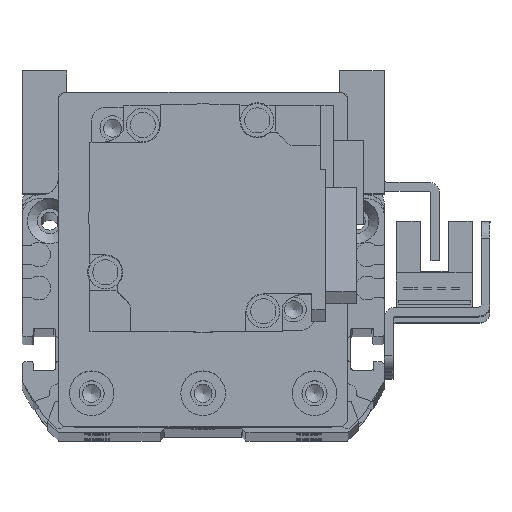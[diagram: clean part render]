
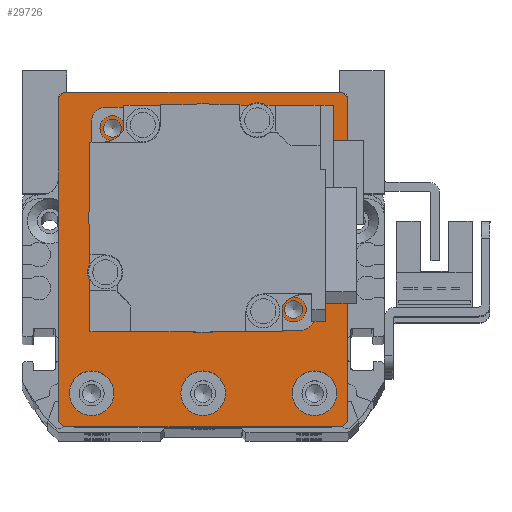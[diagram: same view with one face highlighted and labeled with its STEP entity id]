
A CAD part, top view. The second image highlights one B-rep face of the part: STEP entity #29726.
In plain terms, the highlighted planar face has unit normal (0, 0, 1).
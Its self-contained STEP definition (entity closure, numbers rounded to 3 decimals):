
#3353=LINE('',#52900,#5634);
#3359=LINE('',#52911,#5640);
#3366=LINE('',#52938,#5647);
#3369=LINE('',#52943,#5650);
#3370=LINE('',#52946,#5651);
#3373=LINE('',#52951,#5654);
#3374=LINE('',#52954,#5655);
#3396=LINE('',#53051,#5677);
#5634=VECTOR('',#42187,10.);
#5640=VECTOR('',#42195,10.);
#5647=VECTOR('',#42218,10.);
#5650=VECTOR('',#42223,10.);
#5651=VECTOR('',#42226,10.);
#5654=VECTOR('',#42231,10.);
#5655=VECTOR('',#42234,10.);
#5677=VECTOR('',#42350,10.);
#6780=FACE_BOUND('',#10539,.T.);
#6781=FACE_BOUND('',#10540,.T.);
#6782=FACE_BOUND('',#10541,.T.);
#6783=FACE_BOUND('',#10542,.T.);
#6784=FACE_BOUND('',#10543,.T.);
#6785=FACE_BOUND('',#10544,.T.);
#6786=FACE_BOUND('',#10545,.T.);
#6787=FACE_BOUND('',#10546,.T.);
#8425=FACE_OUTER_BOUND('',#10538,.T.);
#10538=EDGE_LOOP('',(#27340,#27341,#27342,#27343,#27344,#27345,#27346,#27347));
#10539=EDGE_LOOP('',(#27348));
#10540=EDGE_LOOP('',(#27349));
#10541=EDGE_LOOP('',(#27350));
#10542=EDGE_LOOP('',(#27351));
#10543=EDGE_LOOP('',(#27352));
#10544=EDGE_LOOP('',(#27353));
#10545=EDGE_LOOP('',(#27354));
#10546=EDGE_LOOP('',(#27355));
#12185=CIRCLE('',#33343,4.);
#12188=CIRCLE('',#33349,4.);
#12191=CIRCLE('',#33355,4.);
#12193=CIRCLE('',#33360,1.621);
#12195=CIRCLE('',#33364,1.621);
#12197=CIRCLE('',#33368,1.621);
#12199=CIRCLE('',#33372,1.621);
#12202=CIRCLE('',#33378,15.);
#14877=VERTEX_POINT('',#52898);
#14878=VERTEX_POINT('',#52899);
#14882=VERTEX_POINT('',#52909);
#14894=VERTEX_POINT('',#52937);
#14895=VERTEX_POINT('',#52941);
#14896=VERTEX_POINT('',#52945);
#14897=VERTEX_POINT('',#52949);
#14898=VERTEX_POINT('',#52953);
#14905=VERTEX_POINT('',#52976);
#14908=VERTEX_POINT('',#52987);
#14911=VERTEX_POINT('',#52998);
#14914=VERTEX_POINT('',#53009);
#14917=VERTEX_POINT('',#53018);
#14920=VERTEX_POINT('',#53027);
#14923=VERTEX_POINT('',#53036);
#14926=VERTEX_POINT('',#53047);
#18998=EDGE_CURVE('',#14877,#14878,#3353,.T.);
#19004=EDGE_CURVE('',#14877,#14882,#3359,.T.);
#19017=EDGE_CURVE('',#14894,#14882,#3366,.T.);
#19020=EDGE_CURVE('',#14894,#14895,#3369,.T.);
#19021=EDGE_CURVE('',#14896,#14895,#3370,.T.);
#19024=EDGE_CURVE('',#14896,#14897,#3373,.T.);
#19025=EDGE_CURVE('',#14898,#14897,#3374,.T.);
#19035=EDGE_CURVE('',#14905,#14905,#12185,.T.);
#19040=EDGE_CURVE('',#14908,#14908,#12188,.T.);
#19045=EDGE_CURVE('',#14911,#14911,#12191,.T.);
#19050=EDGE_CURVE('',#14914,#14914,#12193,.T.);
#19054=EDGE_CURVE('',#14917,#14917,#12195,.T.);
#19058=EDGE_CURVE('',#14920,#14920,#12197,.T.);
#19062=EDGE_CURVE('',#14923,#14923,#12199,.T.);
#19068=EDGE_CURVE('',#14926,#14926,#12202,.T.);
#19069=EDGE_CURVE('',#14898,#14878,#3396,.T.);
#27340=ORIENTED_EDGE('',*,*,#18998,.F.);
#27341=ORIENTED_EDGE('',*,*,#19004,.T.);
#27342=ORIENTED_EDGE('',*,*,#19017,.F.);
#27343=ORIENTED_EDGE('',*,*,#19020,.T.);
#27344=ORIENTED_EDGE('',*,*,#19021,.F.);
#27345=ORIENTED_EDGE('',*,*,#19024,.T.);
#27346=ORIENTED_EDGE('',*,*,#19025,.F.);
#27347=ORIENTED_EDGE('',*,*,#19069,.T.);
#27348=ORIENTED_EDGE('',*,*,#19035,.T.);
#27349=ORIENTED_EDGE('',*,*,#19040,.T.);
#27350=ORIENTED_EDGE('',*,*,#19045,.T.);
#27351=ORIENTED_EDGE('',*,*,#19050,.T.);
#27352=ORIENTED_EDGE('',*,*,#19054,.T.);
#27353=ORIENTED_EDGE('',*,*,#19058,.T.);
#27354=ORIENTED_EDGE('',*,*,#19062,.T.);
#27355=ORIENTED_EDGE('',*,*,#19068,.T.);
#28088=PLANE('',#33380);
#29726=ADVANCED_FACE('',(#8425,#6780,#6781,#6782,#6783,#6784,#6785,#6786,
#6787),#28088,.T.);
#33343=AXIS2_PLACEMENT_3D('',#52977,#42260,#42261);
#33349=AXIS2_PLACEMENT_3D('',#52988,#42274,#42275);
#33355=AXIS2_PLACEMENT_3D('',#52999,#42288,#42289);
#33360=AXIS2_PLACEMENT_3D('',#53010,#42301,#42302);
#33364=AXIS2_PLACEMENT_3D('',#53019,#42311,#42312);
#33368=AXIS2_PLACEMENT_3D('',#53028,#42321,#42322);
#33372=AXIS2_PLACEMENT_3D('',#53037,#42331,#42332);
#33378=AXIS2_PLACEMENT_3D('',#53049,#42346,#42347);
#33380=AXIS2_PLACEMENT_3D('',#53052,#42351,#42352);
#42187=DIRECTION('',(0.707,0.707,0.));
#42195=DIRECTION('',(0.,-1.,0.));
#42218=DIRECTION('',(-0.707,0.707,0.));
#42223=DIRECTION('',(1.,0.,0.));
#42226=DIRECTION('',(-0.707,-0.707,0.));
#42231=DIRECTION('',(0.,1.,0.));
#42234=DIRECTION('',(0.707,-0.707,0.));
#42260=DIRECTION('center_axis',(0.,0.,-1.));
#42261=DIRECTION('ref_axis',(1.,0.,0.));
#42274=DIRECTION('center_axis',(0.,0.,-1.));
#42275=DIRECTION('ref_axis',(1.,0.,0.));
#42288=DIRECTION('center_axis',(0.,0.,-1.));
#42289=DIRECTION('ref_axis',(1.,0.,0.));
#42301=DIRECTION('center_axis',(0.,0.,-1.));
#42302=DIRECTION('ref_axis',(1.,0.,0.));
#42311=DIRECTION('center_axis',(0.,0.,-1.));
#42312=DIRECTION('ref_axis',(1.,0.,0.));
#42321=DIRECTION('center_axis',(0.,0.,-1.));
#42322=DIRECTION('ref_axis',(1.,0.,0.));
#42331=DIRECTION('center_axis',(0.,0.,-1.));
#42332=DIRECTION('ref_axis',(1.,0.,0.));
#42346=DIRECTION('center_axis',(0.,0.,-1.));
#42347=DIRECTION('ref_axis',(-1.,0.,0.));
#42350=DIRECTION('',(-1.,0.,0.));
#42351=DIRECTION('center_axis',(0.,0.,1.));
#42352=DIRECTION('ref_axis',(1.,0.,0.));
#52898=CARTESIAN_POINT('',(-26.,29.,12.5));
#52899=CARTESIAN_POINT('',(-25.,30.,12.5));
#52900=CARTESIAN_POINT('',(-26.5,28.5,12.5));
#52909=CARTESIAN_POINT('',(-26.,-29.,12.5));
#52911=CARTESIAN_POINT('',(-26.,30.,12.5));
#52937=CARTESIAN_POINT('',(-25.,-30.,12.5));
#52938=CARTESIAN_POINT('',(-26.5,-28.5,12.5));
#52941=CARTESIAN_POINT('',(25.,-30.,12.5));
#52943=CARTESIAN_POINT('',(-26.,-30.,12.5));
#52945=CARTESIAN_POINT('',(26.,-29.,12.5));
#52946=CARTESIAN_POINT('',(26.5,-28.5,12.5));
#52949=CARTESIAN_POINT('',(26.,29.,12.5));
#52951=CARTESIAN_POINT('',(26.,-30.,12.5));
#52953=CARTESIAN_POINT('',(25.,30.,12.5));
#52954=CARTESIAN_POINT('',(26.5,28.5,12.5));
#52976=CARTESIAN_POINT('',(16.,-24.,12.5));
#52977=CARTESIAN_POINT('Origin',(20.,-24.,12.5));
#52987=CARTESIAN_POINT('',(-24.,-24.,12.5));
#52988=CARTESIAN_POINT('Origin',(-20.,-24.,12.5));
#52998=CARTESIAN_POINT('',(-4.,-24.,12.5));
#52999=CARTESIAN_POINT('Origin',(0.,-24.,12.5));
#53009=CARTESIAN_POINT('',(14.642,-8.963,12.5));
#53010=CARTESIAN_POINT('Origin',(16.263,-8.963,12.5));
#53018=CARTESIAN_POINT('',(-17.884,23.563,12.5));
#53019=CARTESIAN_POINT('Origin',(-16.263,23.563,12.5));
#53027=CARTESIAN_POINT('',(14.642,23.563,12.5));
#53028=CARTESIAN_POINT('Origin',(16.263,23.563,12.5));
#53036=CARTESIAN_POINT('',(-17.884,-8.963,12.5));
#53037=CARTESIAN_POINT('Origin',(-16.263,-8.963,12.5));
#53047=CARTESIAN_POINT('',(15.,7.3,12.5));
#53049=CARTESIAN_POINT('Origin',(0.,7.3,12.5));
#53051=CARTESIAN_POINT('',(26.,30.,12.5));
#53052=CARTESIAN_POINT('Origin',(0.,0.,12.5));
